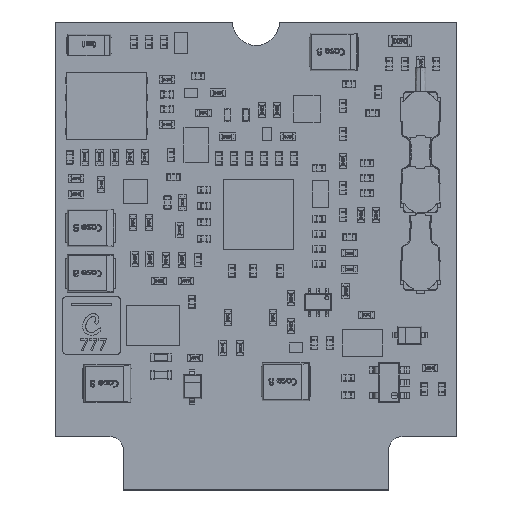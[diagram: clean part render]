
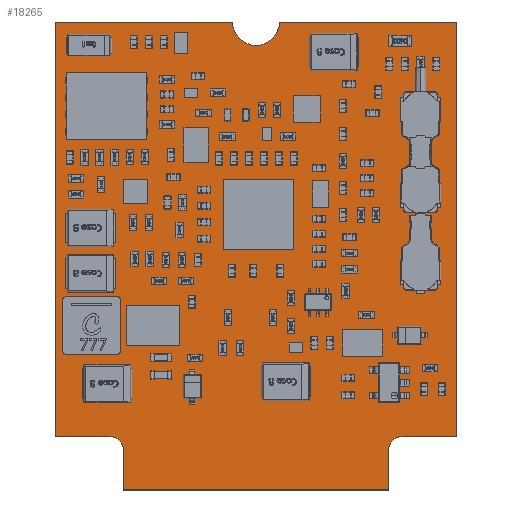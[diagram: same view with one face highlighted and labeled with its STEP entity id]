
A CAD part, top view. The second image highlights one B-rep face of the part: STEP entity #18265.
In plain terms, the highlighted planar face has unit normal (0, 0, 1).
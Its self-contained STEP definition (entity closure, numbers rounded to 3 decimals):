
#14659=FACE_OUTER_BOUND($,#16043,.F.);
#16043=EDGE_LOOP($,(#21924,#21925,#21926,#21927,#21928,#21929,#21930,#21931,
#21932,#21933,#21934,#21935,#21936));
#17486=PLANE($,#20099);
#18265=ADVANCED_FACE($,(#14659),#17486,.T.);
#19661=CIRCLE($,#20095,1.001);
#19662=CIRCLE($,#20096,1.754);
#19663=CIRCLE($,#20097,1.75);
#19664=CIRCLE($,#20098,1.);
#20095=AXIS2_PLACEMENT_3D($,#45160,#40316,$);
#20096=AXIS2_PLACEMENT_3D($,#45161,#40316,$);
#20097=AXIS2_PLACEMENT_3D($,#45162,#40316,$);
#20098=AXIS2_PLACEMENT_3D($,#45163,#40316,$);
#20099=AXIS2_PLACEMENT_3D($,#45147,#40316,$);
#21924=ORIENTED_EDGE($,*,*,#28756,.T.);
#21925=ORIENTED_EDGE($,*,*,#28757,.T.);
#21926=ORIENTED_EDGE($,*,*,#28758,.T.);
#21927=ORIENTED_EDGE($,*,*,#28759,.T.);
#21928=ORIENTED_EDGE($,*,*,#28760,.T.);
#21929=ORIENTED_EDGE($,*,*,#28761,.T.);
#21930=ORIENTED_EDGE($,*,*,#28762,.T.);
#21931=ORIENTED_EDGE($,*,*,#28763,.T.);
#21932=ORIENTED_EDGE($,*,*,#28764,.T.);
#21933=ORIENTED_EDGE($,*,*,#28765,.T.);
#21934=ORIENTED_EDGE($,*,*,#28766,.T.);
#21935=ORIENTED_EDGE($,*,*,#28767,.T.);
#21936=ORIENTED_EDGE($,*,*,#28768,.T.);
#28756=EDGE_CURVE($,#36442,#36443,#34711,.T.);
#28757=EDGE_CURVE($,#36443,#36444,#34712,.T.);
#28758=EDGE_CURVE($,#36444,#36445,#19661,.T.);
#28759=EDGE_CURVE($,#36445,#36446,#34713,.T.);
#28760=EDGE_CURVE($,#36446,#36447,#34714,.T.);
#28761=EDGE_CURVE($,#36447,#36448,#34715,.T.);
#28762=EDGE_CURVE($,#36448,#36449,#19662,.T.);
#28763=EDGE_CURVE($,#36449,#36450,#19663,.T.);
#28764=EDGE_CURVE($,#36450,#36451,#34716,.T.);
#28765=EDGE_CURVE($,#36451,#36452,#34717,.T.);
#28766=EDGE_CURVE($,#36452,#36453,#34718,.T.);
#28767=EDGE_CURVE($,#36453,#36454,#19664,.T.);
#28768=EDGE_CURVE($,#36454,#36442,#34719,.T.);
#32980=VECTOR($,#40319,19.85);
#32981=VECTOR($,#40320,3.);
#32982=VECTOR($,#40321,4.075);
#32983=VECTOR($,#40322,31.);
#32984=VECTOR($,#40323,13.25);
#32985=VECTOR($,#40324,13.25);
#32986=VECTOR($,#40325,31.);
#32987=VECTOR($,#40326,4.075);
#32988=VECTOR($,#40327,3.);
#34711=LINE($,#45146,#32980);
#34712=LINE($,#45147,#32981);
#34713=LINE($,#45149,#32982);
#34714=LINE($,#45150,#32983);
#34715=LINE($,#45151,#32984);
#34716=LINE($,#45154,#32985);
#34717=LINE($,#45155,#32986);
#34718=LINE($,#45156,#32987);
#34719=LINE($,#45158,#32988);
#36442=VERTEX_POINT($,#45146);
#36443=VERTEX_POINT($,#45147);
#36444=VERTEX_POINT($,#45148);
#36445=VERTEX_POINT($,#45149);
#36446=VERTEX_POINT($,#45150);
#36447=VERTEX_POINT($,#45151);
#36448=VERTEX_POINT($,#45152);
#36449=VERTEX_POINT($,#45153);
#36450=VERTEX_POINT($,#45154);
#36451=VERTEX_POINT($,#45155);
#36452=VERTEX_POINT($,#45156);
#36453=VERTEX_POINT($,#45157);
#36454=VERTEX_POINT($,#45158);
#40316=DIRECTION($,(0.,0.,1.));
#40319=DIRECTION($,(-1.,0.,0.));
#40320=DIRECTION($,(0.,1.,0.));
#40321=DIRECTION($,(-1.,0.,0.));
#40322=DIRECTION($,(0.,1.,0.));
#40323=DIRECTION($,(1.,0.,0.));
#40324=DIRECTION($,(1.,0.,0.));
#40325=DIRECTION($,(0.,-1.,0.));
#40326=DIRECTION($,(-1.,0.,0.));
#40327=DIRECTION($,(0.,-1.,0.));
#45146=CARTESIAN_POINT('',(-5.075,0.,0.));
#45147=CARTESIAN_POINT('',(-24.925,0.,0.));
#45148=CARTESIAN_POINT('',(-24.925,3.,0.));
#45149=CARTESIAN_POINT('',(-25.926,4.,0.));
#45150=CARTESIAN_POINT('',(-30.,4.,0.));
#45151=CARTESIAN_POINT('',(-30.,35.,0.));
#45152=CARTESIAN_POINT('',(-16.75,35.,0.));
#45153=CARTESIAN_POINT('',(-14.996,33.25,0.));
#45154=CARTESIAN_POINT('',(-13.25,35.,0.));
#45155=CARTESIAN_POINT('',(0.,35.,0.));
#45156=CARTESIAN_POINT('',(0.,4.,0.));
#45157=CARTESIAN_POINT('',(-4.075,4.,0.));
#45158=CARTESIAN_POINT('',(-5.075,3.,0.));
#45160=CARTESIAN_POINT('',(-25.926,2.999,0.));
#45161=CARTESIAN_POINT('',(-14.996,35.004,0.));
#45162=CARTESIAN_POINT('',(-15.,35.,0.));
#45163=CARTESIAN_POINT('',(-4.075,3.,0.));
